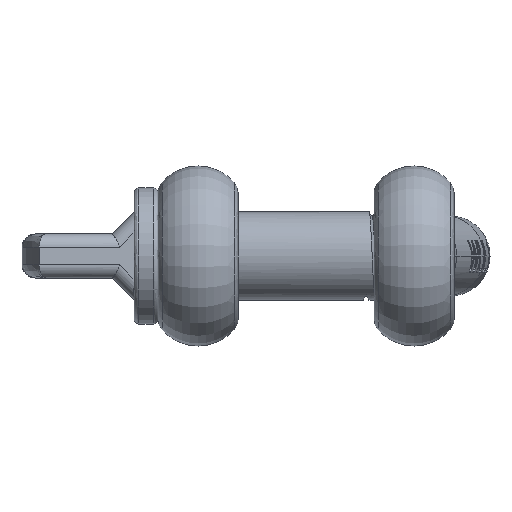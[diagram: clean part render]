
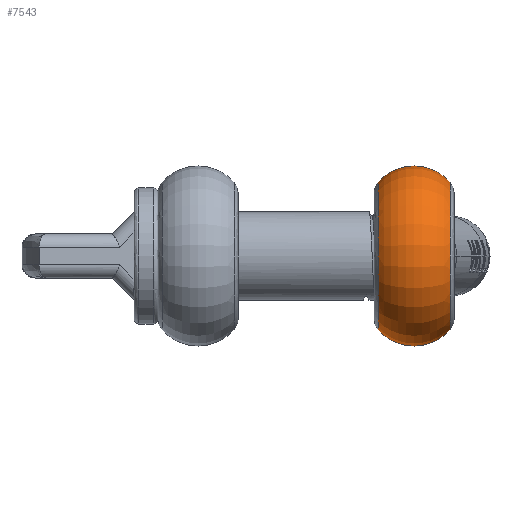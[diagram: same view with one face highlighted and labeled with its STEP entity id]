
A CAD part, front view. The second image highlights one B-rep face of the part: STEP entity #7543.
In plain terms, the highlighted toroidal (fillet/blend) face has major radius 5.25 mm and minor radius 6 mm.
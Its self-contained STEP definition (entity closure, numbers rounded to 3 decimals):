
#7527 = EDGE_LOOP ( 'NONE', ( #7544, #7545, #7548, #7551 ) ) ;
#7543 = ADVANCED_FACE ( 'NONE', ( #14414 ), #14416, .T. ) ;
#7544 = ORIENTED_EDGE ( 'NONE', *, *, #7558, .F. ) ;
#7545 = ORIENTED_EDGE ( 'NONE', *, *, #7546, .T. ) ;
#7546 = EDGE_CURVE ( 'NONE', #7556, #7547, #14403, .T. ) ;
#7547 = VERTEX_POINT ( 'NONE', #14578 ) ;
#7548 = ORIENTED_EDGE ( 'NONE', *, *, #7549, .T. ) ;
#7549 = EDGE_CURVE ( 'NONE', #7547, #7550, #14577, .T. ) ;
#7550 = VERTEX_POINT ( 'NONE', #14572 ) ;
#7551 = ORIENTED_EDGE ( 'NONE', *, *, #7552, .T. ) ;
#7552 = EDGE_CURVE ( 'NONE', #7550, #7559, #14571, .T. ) ;
#7556 = VERTEX_POINT ( 'NONE', #14565 ) ;
#7558 = EDGE_CURVE ( 'NONE', #7556, #7559, #14564, .T. ) ;
#7559 = VERTEX_POINT ( 'NONE', #14559 ) ;
#14403 = CIRCLE ( 'NONE', #14582, 9.219 ) ;
#14404 = DIRECTION ( 'NONE',  ( 0., 0., -1. ) ) ;
#14405 = DIRECTION ( 'NONE',  ( 1., 0., 0. ) ) ;
#14406 = CARTESIAN_POINT ( 'NONE',  ( 13.5, 0., 0. ) ) ;
#14407 = AXIS2_PLACEMENT_3D ( 'NONE', #14406, #14405, #14404 ) ;
#14414 = FACE_OUTER_BOUND ( 'NONE', #7527, .T. ) ;
#14416 = TOROIDAL_SURFACE ( 'NONE', #14407, 5.25, 6. ) ;
#14559 = CARTESIAN_POINT ( 'NONE',  ( 18., 0., 9.219 ) ) ;
#14560 = DIRECTION ( 'NONE',  ( 0., 0., 1. ) ) ;
#14561 = DIRECTION ( 'NONE',  ( 0., 1., 0. ) ) ;
#14562 = CARTESIAN_POINT ( 'NONE',  ( 13.5, 0., 5.25 ) ) ;
#14563 = AXIS2_PLACEMENT_3D ( 'NONE', #14562, #14561, #14560 ) ;
#14564 = CIRCLE ( 'NONE', #14563, 6. ) ;
#14565 = CARTESIAN_POINT ( 'NONE',  ( 9., 0., 9.219 ) ) ;
#14567 = DIRECTION ( 'NONE',  ( 0., 0., -1. ) ) ;
#14568 = DIRECTION ( 'NONE',  ( -1., 0., 0. ) ) ;
#14569 = CARTESIAN_POINT ( 'NONE',  ( 18., 0., 0. ) ) ;
#14570 = AXIS2_PLACEMENT_3D ( 'NONE', #14569, #14568, #14567 ) ;
#14571 = CIRCLE ( 'NONE', #14570, 9.219 ) ;
#14572 = CARTESIAN_POINT ( 'NONE',  ( 18., 0., -9.219 ) ) ;
#14573 = DIRECTION ( 'NONE',  ( 0., 0., -1. ) ) ;
#14574 = DIRECTION ( 'NONE',  ( 0., -1., 0. ) ) ;
#14575 = CARTESIAN_POINT ( 'NONE',  ( 13.5, 0., -5.25 ) ) ;
#14576 = AXIS2_PLACEMENT_3D ( 'NONE', #14575, #14574, #14573 ) ;
#14577 = CIRCLE ( 'NONE', #14576, 6. ) ;
#14578 = CARTESIAN_POINT ( 'NONE',  ( 9., 0., -9.219 ) ) ;
#14579 = DIRECTION ( 'NONE',  ( 0., 0., -1. ) ) ;
#14580 = DIRECTION ( 'NONE',  ( 1., 0., 0. ) ) ;
#14581 = CARTESIAN_POINT ( 'NONE',  ( 9., 0., 0. ) ) ;
#14582 = AXIS2_PLACEMENT_3D ( 'NONE', #14581, #14580, #14579 ) ;
